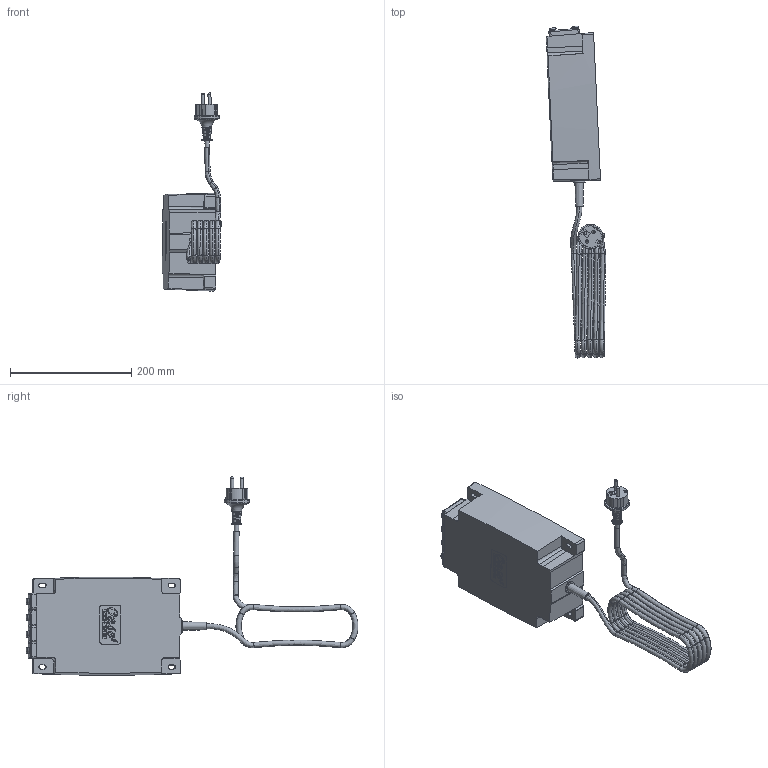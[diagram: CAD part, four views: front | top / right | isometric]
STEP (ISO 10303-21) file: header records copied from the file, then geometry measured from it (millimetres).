
FILE_DESCRIPTION(/* description */ (''),/* implementation_level */ '2;1');
FILE_NAME(/* name */ '50733_UPS250 Zusammenbau.stp',/* time_stamp */ '2014-12-16T11:46:54+01:00',/* author */ ('guzb562'),/* organization */ (''),/* preprocessor_version */ 'ST-DEVELOPER v15.2',/* originating_system */ 'Autodesk Inventor 2014',/* authorisation */ '');
FILE_SCHEMA (('AUTOMOTIVE_DESIGN { 1 0 10303 214 3 1 1 }'));
Length unit declared in the file: millimetre
Products named in the file (4): 50733_UPS250_für Kunden; 30068_kabel; stecker_schuko; 50733_UPS250 Zusammenbau
Bounding box: 98.33 x 548.66 x 327.61 mm (x, y, z)
Volume: 2953300.6 mm3; surface area: 224257.5 mm2
Topology: 11 solids, 11 shells, 700 faces, 1800 edges, 1146 vertices
Faces by surface type: plane 398, bspline 204, cylinder 70, cone 14, torus 14
Full cylindrical faces by diameter (mm): 5 x3, 7 x1, 10 x16, 17 x1, 20.008 x1, 41.5 x1
Entity records: 40193 total; most frequent: CARTESIAN_POINT 24440, ORIENTED_EDGE 3442, DIRECTION 2648, EDGE_CURVE 1713, VERTEX_POINT 1119, LINE 1046, VECTOR 1046, EDGE_LOOP 802
